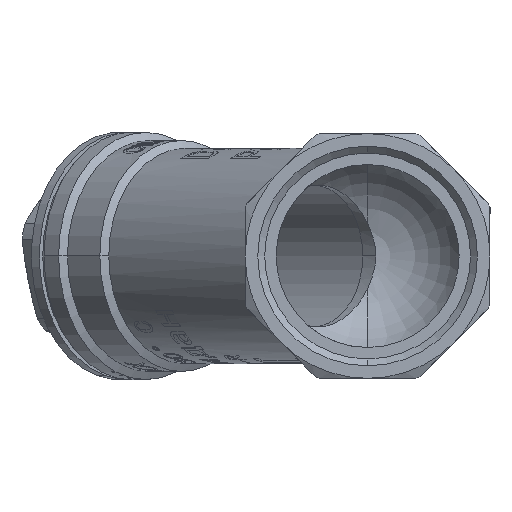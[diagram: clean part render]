
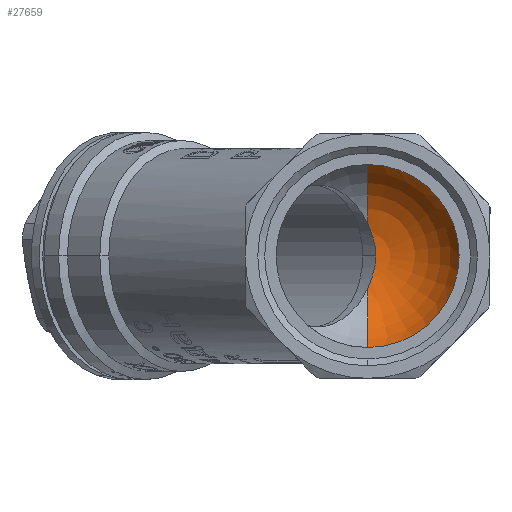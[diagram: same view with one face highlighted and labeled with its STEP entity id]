
A CAD part, left-side view. The second image highlights one B-rep face of the part: STEP entity #27659.
In plain terms, the highlighted toroidal (fillet/blend) face has major radius 2.085 mm and minor radius 20 mm.
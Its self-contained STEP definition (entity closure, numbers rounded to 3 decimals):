
#214 = DIRECTION ( 'NONE',  ( -1., 0., 0. ) ) ;
#1945 = CARTESIAN_POINT ( 'NONE',  ( -3.024, -1.101, 4.27 ) ) ;
#2120 = CARTESIAN_POINT ( 'NONE',  ( -3.019, -1.108, -4.273 ) ) ;
#3978 = VERTEX_POINT ( 'NONE', #10230 ) ;
#6307 = VERTEX_POINT ( 'NONE', #60406 ) ;
#6754 = CARTESIAN_POINT ( 'NONE',  ( -3.136, -0.813, 5.155 ) ) ;
#6917 = CARTESIAN_POINT ( 'NONE',  ( -2.903, -1.559, -2.478 ) ) ;
#9919 = B_SPLINE_CURVE_WITH_KNOTS ( 'NONE', 3,
 ( #54516, #25843, #59413, #30674, #2120, #35453, #6917, #40286, #11713, #45134 ),
 .UNSPECIFIED., .F., .F.,
 ( 4, 2, 2, 2, 4 ),
 ( 0.02, 0.022, 0.023, 0.025, 0.027 ),
 .UNSPECIFIED. ) ;
#10230 = CARTESIAN_POINT ( 'NONE',  ( -14., 0., -20. ) ) ;
#10675 = AXIS2_PLACEMENT_3D ( 'NONE', #52802, #24136, #57695 ) ;
#11531 = CARTESIAN_POINT ( 'NONE',  ( -3.395, -0.259, 6.584 ) ) ;
#11713 = CARTESIAN_POINT ( 'NONE',  ( -2.893, -1.813, -0.618 ) ) ;
#12948 = EDGE_CURVE ( 'NONE', #22986, #17431, #18091, .T. ) ;
#16977 = DIRECTION ( 'NONE',  ( -1., 0., 0. ) ) ;
#17014 = ORIENTED_EDGE ( 'NONE', *, *, #12948, .F. ) ;
#17431 = VERTEX_POINT ( 'NONE', #23806 ) ;
#18091 = CIRCLE ( 'NONE', #47985, 20. ) ;
#22986 = VERTEX_POINT ( 'NONE', #24141 ) ;
#23749 = AXIS2_PLACEMENT_3D ( 'NONE', #40807, #16977, #60157 ) ;
#23806 = CARTESIAN_POINT ( 'NONE',  ( -14., 0., 20. ) ) ;
#24136 = DIRECTION ( 'NONE',  ( 0., 1., 0. ) ) ;
#24141 = CARTESIAN_POINT ( 'NONE',  ( -3.539, 0., 7.133 ) ) ;
#24421 = EDGE_CURVE ( 'NONE', #6307, #25039, #9919, .T. ) ;
#25039 = VERTEX_POINT ( 'NONE', #33661 ) ;
#25664 = CARTESIAN_POINT ( 'NONE',  ( -2.903, -1.563, 2.46 ) ) ;
#25843 = CARTESIAN_POINT ( 'NONE',  ( -3.396, -0.258, -6.586 ) ) ;
#27659 = ADVANCED_FACE ( 'NONE', ( #47512 ), #34756, .F. ) ;
#28782 = CARTESIAN_POINT ( 'NONE',  ( -14., 0., 0. ) ) ;
#30113 = EDGE_CURVE ( 'NONE', #6307, #3978, #44467, .T. ) ;
#30495 = CARTESIAN_POINT ( 'NONE',  ( -2.995, -1.189, 3.969 ) ) ;
#30674 = CARTESIAN_POINT ( 'NONE',  ( -3.088, -0.921, -4.86 ) ) ;
#33418 = ORIENTED_EDGE ( 'NONE', *, *, #36483, .T. ) ;
#33572 = DIRECTION ( 'NONE',  ( 0., 0., 1. ) ) ;
#33661 = CARTESIAN_POINT ( 'NONE',  ( -2.893, -1.813, 0. ) ) ;
#34756 = TOROIDAL_SURFACE ( 'NONE', #23749, 2.085, 20. ) ;
#35274 = CARTESIAN_POINT ( 'NONE',  ( -3.095, -0.913, 4.862 ) ) ;
#35453 = CARTESIAN_POINT ( 'NONE',  ( -2.926, -1.426, -3.082 ) ) ;
#36483 = EDGE_CURVE ( 'NONE', #3978, #17431, #53198, .T. ) ;
#40098 = CARTESIAN_POINT ( 'NONE',  ( -3.277, -0.495, 6.021 ) ) ;
#40286 = CARTESIAN_POINT ( 'NONE',  ( -2.887, -1.754, -1.248 ) ) ;
#40807 = CARTESIAN_POINT ( 'NONE',  ( -22.891, 0., 0. ) ) ;
#42614 = EDGE_LOOP ( 'NONE', ( #60345, #55423, #33418, #17014, #61752 ) ) ;
#44467 = CIRCLE ( 'NONE', #10675, 20. ) ;
#44739 = CARTESIAN_POINT ( 'NONE',  ( -2.893, -1.813, 0. ) ) ;
#44952 = CARTESIAN_POINT ( 'NONE',  ( -3.539, 0., 7.133 ) ) ;
#45134 = CARTESIAN_POINT ( 'NONE',  ( -2.893, -1.813, 0. ) ) ;
#47512 = FACE_OUTER_BOUND ( 'NONE', #42614, .T. ) ;
#47985 = AXIS2_PLACEMENT_3D ( 'NONE', #61572, #61502, #61380 ) ;
#49542 = CARTESIAN_POINT ( 'NONE',  ( -2.893, -1.813, 0.623 ) ) ;
#52802 = CARTESIAN_POINT ( 'NONE',  ( -22.891, 0., -2.085 ) ) ;
#53198 = CIRCLE ( 'NONE', #54665, 20. ) ;
#54330 = CARTESIAN_POINT ( 'NONE',  ( -2.887, -1.755, 1.238 ) ) ;
#54516 = CARTESIAN_POINT ( 'NONE',  ( -3.539, 0., -7.133 ) ) ;
#54571 = EDGE_CURVE ( 'NONE', #25039, #22986, #58590, .T. ) ;
#54665 = AXIS2_PLACEMENT_3D ( 'NONE', #28782, #214, #33572 ) ;
#55423 = ORIENTED_EDGE ( 'NONE', *, *, #30113, .T. ) ;
#57695 = DIRECTION ( 'NONE',  ( 0., 0., 1. ) ) ;
#58590 = B_SPLINE_CURVE_WITH_KNOTS ( 'NONE', 3,
 ( #44739, #49542, #54330, #25664, #59228, #30495, #1945, #35274, #6754, #40098, #11531, #44952 ),
 .UNSPECIFIED., .F., .F.,
 ( 4, 2, 2, 2, 2, 4 ),
 ( 0.027, 0.029, 0.031, 0.032, 0.033, 0.035 ),
 .UNSPECIFIED. ) ;
#59228 = CARTESIAN_POINT ( 'NONE',  ( -2.925, -1.43, 3.066 ) ) ;
#59413 = CARTESIAN_POINT ( 'NONE',  ( -3.276, -0.497, -6.016 ) ) ;
#60157 = DIRECTION ( 'NONE',  ( 0., 0., 1. ) ) ;
#60345 = ORIENTED_EDGE ( 'NONE', *, *, #24421, .F. ) ;
#60406 = CARTESIAN_POINT ( 'NONE',  ( -3.539, 0., -7.133 ) ) ;
#61380 = DIRECTION ( 'NONE',  ( 0., 0., -1. ) ) ;
#61502 = DIRECTION ( 'NONE',  ( 0., -1., 0. ) ) ;
#61572 = CARTESIAN_POINT ( 'NONE',  ( -22.891, 0., 2.085 ) ) ;
#61752 = ORIENTED_EDGE ( 'NONE', *, *, #54571, .F. ) ;
